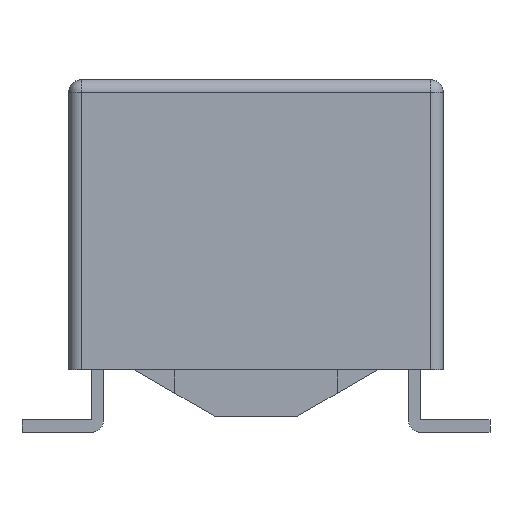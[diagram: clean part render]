
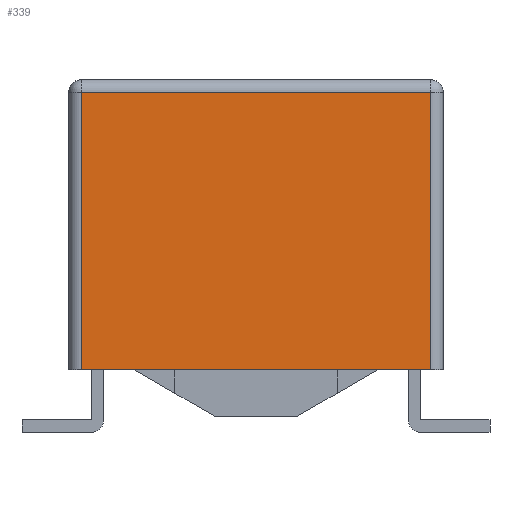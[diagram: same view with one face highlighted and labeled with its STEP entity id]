
A CAD part, left-side view. The second image highlights one B-rep face of the part: STEP entity #339.
In plain terms, the highlighted planar face has unit normal (-1, 0, 0).
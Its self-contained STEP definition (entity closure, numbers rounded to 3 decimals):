
#339=ADVANCED_FACE('',(#13938),#13940,.T.);
#13938=FACE_BOUND('',#13939,.T.);
#13939=EDGE_LOOP('',(#24617,#24618,#24619,#24620));
#13940=PLANE('',#13941);
#13941=AXIS2_PLACEMENT_3D('',#13942,#13943,#13944);
#13942=CARTESIAN_POINT('',(-5.,3.,1.));
#13943=DIRECTION('',(-1.,0.,0.));
#13944=DIRECTION('',(0.,-1.,0.));
#24617=ORIENTED_EDGE('',*,*,#33160,.F.);
#24618=ORIENTED_EDGE('',*,*,#33161,.F.);
#24619=ORIENTED_EDGE('',*,*,#33136,.T.);
#24620=ORIENTED_EDGE('',*,*,#33159,.T.);
#33136=EDGE_CURVE('',#37480,#37478,#37481,.T.);
#33159=EDGE_CURVE('',#37478,#37519,#37521,.T.);
#33160=EDGE_CURVE('',#37522,#37519,#37523,.T.);
#33161=EDGE_CURVE('',#37480,#37522,#37524,.T.);
#37478=VERTEX_POINT('',#44761);
#37480=VERTEX_POINT('',#44766);
#37481=LINE('',#44767,#44768);
#37519=VERTEX_POINT('',#44856);
#37521=LINE('',#44861,#44862);
#37522=VERTEX_POINT('',#44864);
#37523=LINE('',#44865,#44866);
#37524=LINE('',#44868,#44869);
#44761=CARTESIAN_POINT('',(-5.,-2.8,1.));
#44766=CARTESIAN_POINT('',(-5.,2.8,1.));
#44767=CARTESIAN_POINT('',(-5.,2.8,1.));
#44768=VECTOR('',#44769,1.);
#44769=DIRECTION('',(0.,-1.,0.));
#44856=CARTESIAN_POINT('',(-5.,-2.8,5.45));
#44861=CARTESIAN_POINT('',(-5.,-2.8,1.));
#44862=VECTOR('',#44863,1.);
#44863=DIRECTION('',(0.,0.,1.));
#44864=CARTESIAN_POINT('',(-5.,2.8,5.45));
#44865=CARTESIAN_POINT('',(-5.,2.8,5.45));
#44866=VECTOR('',#44867,1.);
#44867=DIRECTION('',(0.,-1.,0.));
#44868=CARTESIAN_POINT('',(-5.,2.8,1.));
#44869=VECTOR('',#44870,1.);
#44870=DIRECTION('',(0.,0.,1.));
